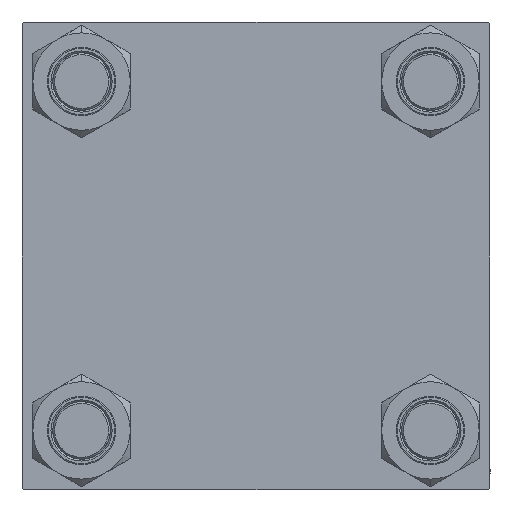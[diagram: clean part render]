
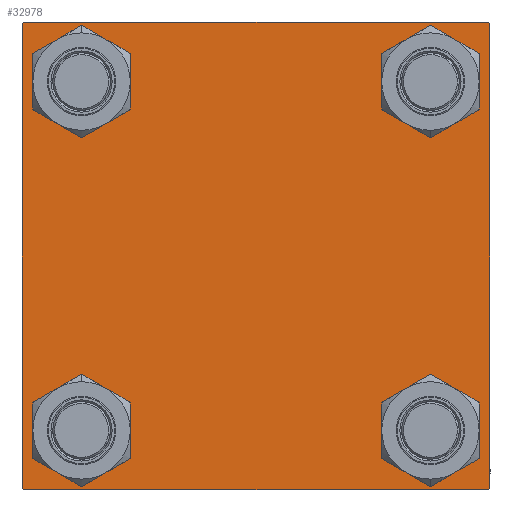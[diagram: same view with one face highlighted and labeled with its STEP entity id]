
A CAD part, left-side view. The second image highlights one B-rep face of the part: STEP entity #32978.
In plain terms, the highlighted planar face has unit normal (-1, 0, 0).
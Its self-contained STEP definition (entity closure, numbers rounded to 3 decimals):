
#289 = EDGE_CURVE ( 'NONE', #39315, #36976, #32836, .T. ) ;
#743 = VERTEX_POINT ( 'NONE', #20836 ) ;
#850 = EDGE_LOOP ( 'NONE', ( #28378, #17543 ) ) ;
#1193 = DIRECTION ( 'NONE',  ( 0., -0.707, 0.707 ) ) ;
#1273 = VECTOR ( 'NONE', #9407, 1000. ) ;
#2309 = VERTEX_POINT ( 'NONE', #4581 ) ;
#2418 = CARTESIAN_POINT ( 'NONE',  ( 0., 65., 64.5 ) ) ;
#2531 = FACE_BOUND ( 'NONE', #10719, .T. ) ;
#2576 = ORIENTED_EDGE ( 'NONE', *, *, #33813, .T. ) ;
#3447 = CARTESIAN_POINT ( 'NONE',  ( 0., -64.5, -65. ) ) ;
#3615 = CARTESIAN_POINT ( 'NONE',  ( 0., -64.75, 64.75 ) ) ;
#4514 = CARTESIAN_POINT ( 'NONE',  ( 0., 48.45, 48.45 ) ) ;
#4567 = CARTESIAN_POINT ( 'NONE',  ( 0., -48.45, -39.95 ) ) ;
#4581 = CARTESIAN_POINT ( 'NONE',  ( 0., 48.45, 39.95 ) ) ;
#4763 = DIRECTION ( 'NONE',  ( 1., 0., 0. ) ) ;
#4777 = LINE ( 'NONE', #7644, #5877 ) ;
#4881 = AXIS2_PLACEMENT_3D ( 'NONE', #4514, #4763, #12268 ) ;
#5373 = DIRECTION ( 'NONE',  ( 0., 0., 1. ) ) ;
#5877 = VECTOR ( 'NONE', #8664, 1000. ) ;
#5941 = ORIENTED_EDGE ( 'NONE', *, *, #31970, .T. ) ;
#6112 = DIRECTION ( 'NONE',  ( 1., 0., 0. ) ) ;
#6421 = FACE_BOUND ( 'NONE', #29354, .T. ) ;
#6754 = EDGE_LOOP ( 'NONE', ( #17033, #37196, #33084, #29707, #10574, #31202, #33410, #26054 ) ) ;
#7644 = CARTESIAN_POINT ( 'NONE',  ( 0., 65., -65. ) ) ;
#8026 = VERTEX_POINT ( 'NONE', #11457 ) ;
#8436 = CARTESIAN_POINT ( 'NONE',  ( 0., 48.45, -39.95 ) ) ;
#8664 = DIRECTION ( 'NONE',  ( 0., -1., 0. ) ) ;
#9407 = DIRECTION ( 'NONE',  ( 0., 0.707, -0.707 ) ) ;
#9417 = CARTESIAN_POINT ( 'NONE',  ( 0., -48.45, -56.95 ) ) ;
#9822 = EDGE_CURVE ( 'NONE', #40512, #29073, #25155, .T. ) ;
#10574 = ORIENTED_EDGE ( 'NONE', *, *, #43122, .F. ) ;
#10624 = EDGE_CURVE ( 'NONE', #51106, #45069, #37589, .T. ) ;
#10719 = EDGE_LOOP ( 'NONE', ( #2576, #34411 ) ) ;
#10750 = VERTEX_POINT ( 'NONE', #32641 ) ;
#11057 = LINE ( 'NONE', #30493, #46184 ) ;
#11304 = DIRECTION ( 'NONE',  ( 0., 0., -1. ) ) ;
#11457 = CARTESIAN_POINT ( 'NONE',  ( 0., -48.45, 39.95 ) ) ;
#11489 = EDGE_CURVE ( 'NONE', #10750, #45769, #17730, .T. ) ;
#11915 = DIRECTION ( 'NONE',  ( 0., 0., 1. ) ) ;
#12218 = VERTEX_POINT ( 'NONE', #2418 ) ;
#12268 = DIRECTION ( 'NONE',  ( 0., 0., 1. ) ) ;
#12356 = ORIENTED_EDGE ( 'NONE', *, *, #44331, .T. ) ;
#13094 = EDGE_CURVE ( 'NONE', #12218, #10750, #13316, .T. ) ;
#13316 = LINE ( 'NONE', #33528, #50654 ) ;
#14038 = VERTEX_POINT ( 'NONE', #36077 ) ;
#14115 = CARTESIAN_POINT ( 'NONE',  ( 0., -48.45, 48.45 ) ) ;
#14448 = DIRECTION ( 'NONE',  ( 0., 0., 1. ) ) ;
#14634 = EDGE_CURVE ( 'NONE', #14038, #36976, #23269, .T. ) ;
#14777 = CIRCLE ( 'NONE', #4881, 8.5 ) ;
#15035 = VECTOR ( 'NONE', #45198, 1000. ) ;
#15105 = VERTEX_POINT ( 'NONE', #46660 ) ;
#15167 = DIRECTION ( 'NONE',  ( 1., 0., 0. ) ) ;
#15686 = CIRCLE ( 'NONE', #23140, 8.5 ) ;
#16221 = CARTESIAN_POINT ( 'NONE',  ( 0., -64.75, -64.75 ) ) ;
#16773 = AXIS2_PLACEMENT_3D ( 'NONE', #28903, #24495, #48608 ) ;
#17033 = ORIENTED_EDGE ( 'NONE', *, *, #13094, .T. ) ;
#17468 = DIRECTION ( 'NONE',  ( 0., 0., -1. ) ) ;
#17543 = ORIENTED_EDGE ( 'NONE', *, *, #9822, .T. ) ;
#17568 = EDGE_CURVE ( 'NONE', #29073, #40512, #44071, .T. ) ;
#17730 = LINE ( 'NONE', #48581, #15035 ) ;
#18073 = FACE_BOUND ( 'NONE', #850, .T. ) ;
#18324 = CARTESIAN_POINT ( 'NONE',  ( 0., 0., 0. ) ) ;
#19398 = DIRECTION ( 'NONE',  ( 0., 0.707, 0.707 ) ) ;
#19982 = ORIENTED_EDGE ( 'NONE', *, *, #40406, .T. ) ;
#20447 = VECTOR ( 'NONE', #1193, 1000. ) ;
#20836 = CARTESIAN_POINT ( 'NONE',  ( 0., -65., -64.5 ) ) ;
#21859 = AXIS2_PLACEMENT_3D ( 'NONE', #49971, #42447, #35173 ) ;
#22195 = PLANE ( 'NONE',  #27109 ) ;
#22890 = LINE ( 'NONE', #24419, #1273 ) ;
#23140 = AXIS2_PLACEMENT_3D ( 'NONE', #42634, #15167, #51171 ) ;
#23269 = LINE ( 'NONE', #3615, #38338 ) ;
#23945 = EDGE_CURVE ( 'NONE', #39315, #12218, #22890, .T. ) ;
#24419 = CARTESIAN_POINT ( 'NONE',  ( 0., 64.75, 64.75 ) ) ;
#24495 = DIRECTION ( 'NONE',  ( 1., 0., 0. ) ) ;
#25155 = CIRCLE ( 'NONE', #21859, 8.5 ) ;
#25541 = DIRECTION ( 'NONE',  ( 1., 0., 0. ) ) ;
#25794 = CARTESIAN_POINT ( 'NONE',  ( 0., 48.45, -48.45 ) ) ;
#25838 = FACE_BOUND ( 'NONE', #46145, .T. ) ;
#26054 = ORIENTED_EDGE ( 'NONE', *, *, #23945, .T. ) ;
#26505 = CARTESIAN_POINT ( 'NONE',  ( 0., -48.45, 56.95 ) ) ;
#26991 = CARTESIAN_POINT ( 'NONE',  ( 0., 48.45, -56.95 ) ) ;
#27109 = AXIS2_PLACEMENT_3D ( 'NONE', #18324, #34134, #14448 ) ;
#27662 = EDGE_CURVE ( 'NONE', #33315, #743, #35911, .T. ) ;
#28224 = DIRECTION ( 'NONE',  ( 1., 0., 0. ) ) ;
#28378 = ORIENTED_EDGE ( 'NONE', *, *, #17568, .T. ) ;
#28903 = CARTESIAN_POINT ( 'NONE',  ( 0., -48.45, -48.45 ) ) ;
#28911 = CARTESIAN_POINT ( 'NONE',  ( 0., 64.5, -65. ) ) ;
#29073 = VERTEX_POINT ( 'NONE', #4567 ) ;
#29354 = EDGE_LOOP ( 'NONE', ( #42111, #12356 ) ) ;
#29707 = ORIENTED_EDGE ( 'NONE', *, *, #27662, .T. ) ;
#29857 = DIRECTION ( 'NONE',  ( 0., 0., 1. ) ) ;
#30493 = CARTESIAN_POINT ( 'NONE',  ( 0., -65., 65. ) ) ;
#31202 = ORIENTED_EDGE ( 'NONE', *, *, #14634, .T. ) ;
#31970 = EDGE_CURVE ( 'NONE', #34377, #8026, #46908, .T. ) ;
#32641 = CARTESIAN_POINT ( 'NONE',  ( 0., 65., -64.5 ) ) ;
#32836 = LINE ( 'NONE', #33351, #47291 ) ;
#32978 = ADVANCED_FACE ( 'NONE', ( #25838, #18073, #2531, #6421, #49692 ), #22195, .T. ) ;
#33084 = ORIENTED_EDGE ( 'NONE', *, *, #49188, .T. ) ;
#33315 = VERTEX_POINT ( 'NONE', #3447 ) ;
#33351 = CARTESIAN_POINT ( 'NONE',  ( 0., 65., 65. ) ) ;
#33410 = ORIENTED_EDGE ( 'NONE', *, *, #289, .F. ) ;
#33528 = CARTESIAN_POINT ( 'NONE',  ( 0., 65., 65. ) ) ;
#33752 = DIRECTION ( 'NONE',  ( 1., 0., 0. ) ) ;
#33813 = EDGE_CURVE ( 'NONE', #45069, #51106, #42022, .T. ) ;
#34003 = CARTESIAN_POINT ( 'NONE',  ( 0., -48.45, 48.45 ) ) ;
#34134 = DIRECTION ( 'NONE',  ( -1., 0., 0. ) ) ;
#34377 = VERTEX_POINT ( 'NONE', #26505 ) ;
#34411 = ORIENTED_EDGE ( 'NONE', *, *, #10624, .T. ) ;
#34502 = AXIS2_PLACEMENT_3D ( 'NONE', #14115, #6112, #42354 ) ;
#35173 = DIRECTION ( 'NONE',  ( 0., 0., 1. ) ) ;
#35911 = LINE ( 'NONE', #16221, #20447 ) ;
#36077 = CARTESIAN_POINT ( 'NONE',  ( 0., -65., 64.5 ) ) ;
#36975 = DIRECTION ( 'NONE',  ( 0., -1., 0. ) ) ;
#36976 = VERTEX_POINT ( 'NONE', #47205 ) ;
#37196 = ORIENTED_EDGE ( 'NONE', *, *, #11489, .T. ) ;
#37589 = CIRCLE ( 'NONE', #44223, 8.5 ) ;
#37950 = EDGE_CURVE ( 'NONE', #15105, #2309, #15686, .T. ) ;
#38338 = VECTOR ( 'NONE', #19398, 1000. ) ;
#39315 = VERTEX_POINT ( 'NONE', #42584 ) ;
#40159 = CARTESIAN_POINT ( 'NONE',  ( 0., 48.45, -48.45 ) ) ;
#40406 = EDGE_CURVE ( 'NONE', #8026, #34377, #45369, .T. ) ;
#40512 = VERTEX_POINT ( 'NONE', #9417 ) ;
#41209 = AXIS2_PLACEMENT_3D ( 'NONE', #25794, #25541, #5373 ) ;
#42022 = CIRCLE ( 'NONE', #41209, 8.5 ) ;
#42111 = ORIENTED_EDGE ( 'NONE', *, *, #37950, .T. ) ;
#42354 = DIRECTION ( 'NONE',  ( 0., 0., 1. ) ) ;
#42447 = DIRECTION ( 'NONE',  ( 1., 0., 0. ) ) ;
#42584 = CARTESIAN_POINT ( 'NONE',  ( 0., 64.5, 65. ) ) ;
#42634 = CARTESIAN_POINT ( 'NONE',  ( 0., 48.45, 48.45 ) ) ;
#43122 = EDGE_CURVE ( 'NONE', #14038, #743, #11057, .T. ) ;
#44071 = CIRCLE ( 'NONE', #16773, 8.5 ) ;
#44223 = AXIS2_PLACEMENT_3D ( 'NONE', #40159, #28224, #11915 ) ;
#44331 = EDGE_CURVE ( 'NONE', #2309, #15105, #14777, .T. ) ;
#45069 = VERTEX_POINT ( 'NONE', #8436 ) ;
#45198 = DIRECTION ( 'NONE',  ( 0., -0.707, -0.707 ) ) ;
#45369 = CIRCLE ( 'NONE', #49521, 8.5 ) ;
#45769 = VERTEX_POINT ( 'NONE', #28911 ) ;
#46145 = EDGE_LOOP ( 'NONE', ( #5941, #19982 ) ) ;
#46184 = VECTOR ( 'NONE', #11304, 1000. ) ;
#46660 = CARTESIAN_POINT ( 'NONE',  ( 0., 48.45, 56.95 ) ) ;
#46908 = CIRCLE ( 'NONE', #34502, 8.5 ) ;
#47205 = CARTESIAN_POINT ( 'NONE',  ( 0., -64.5, 65. ) ) ;
#47291 = VECTOR ( 'NONE', #36975, 1000. ) ;
#48581 = CARTESIAN_POINT ( 'NONE',  ( 0., 64.75, -64.75 ) ) ;
#48608 = DIRECTION ( 'NONE',  ( 0., 0., 1. ) ) ;
#49188 = EDGE_CURVE ( 'NONE', #45769, #33315, #4777, .T. ) ;
#49521 = AXIS2_PLACEMENT_3D ( 'NONE', #34003, #33752, #29857 ) ;
#49692 = FACE_OUTER_BOUND ( 'NONE', #6754, .T. ) ;
#49971 = CARTESIAN_POINT ( 'NONE',  ( 0., -48.45, -48.45 ) ) ;
#50654 = VECTOR ( 'NONE', #17468, 1000. ) ;
#51106 = VERTEX_POINT ( 'NONE', #26991 ) ;
#51171 = DIRECTION ( 'NONE',  ( 0., 0., 1. ) ) ;
